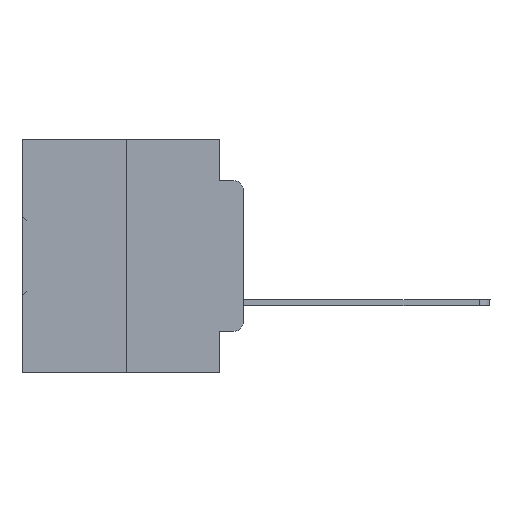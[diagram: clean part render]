
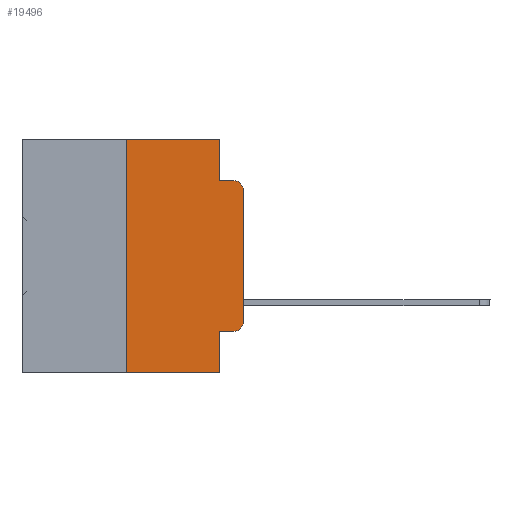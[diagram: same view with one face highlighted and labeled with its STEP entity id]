
A CAD part, left-side view. The second image highlights one B-rep face of the part: STEP entity #19496.
In plain terms, the highlighted planar face has unit normal (-1, 0, 0).
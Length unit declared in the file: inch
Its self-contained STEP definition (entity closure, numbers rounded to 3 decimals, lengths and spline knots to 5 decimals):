
#15 = VECTOR ( 'NONE', #307, 39.37008 ) ;
#163 = EDGE_CURVE ( 'NONE', #24939, #9869, #15892, .T. ) ;
#245 = CARTESIAN_POINT ( 'NONE',  ( 0., 0.051, -0.5 ) ) ;
#307 = DIRECTION ( 'NONE',  ( 0., -1., 0. ) ) ;
#710 = ORIENTED_EDGE ( 'NONE', *, *, #163, .T. ) ;
#1343 = VERTEX_POINT ( 'NONE', #12978 ) ;
#2112 = CARTESIAN_POINT ( 'NONE',  ( 0., 0.473, -0.5 ) ) ;
#2135 = ORIENTED_EDGE ( 'NONE', *, *, #22772, .T. ) ;
#2650 = DIRECTION ( 'NONE',  ( 0., 0., -1. ) ) ;
#2674 = DIRECTION ( 'NONE',  ( 0., 0., -1. ) ) ;
#3036 = EDGE_CURVE ( 'NONE', #8477, #10454, #5538, .T. ) ;
#3083 = CARTESIAN_POINT ( 'NONE',  ( 0., 0.02, -0.0885 ) ) ;
#3377 = CARTESIAN_POINT ( 'NONE',  ( 0., 0.051, -0.0885 ) ) ;
#3543 = ORIENTED_EDGE ( 'NONE', *, *, #3036, .T. ) ;
#4750 = VERTEX_POINT ( 'NONE', #13693 ) ;
#4809 = DIRECTION ( 'NONE',  ( 0., -1., 0. ) ) ;
#4885 = EDGE_CURVE ( 'NONE', #1343, #6148, #30843, .T. ) ;
#4894 = VECTOR ( 'NONE', #29892, 39.37008 ) ;
#5538 = LINE ( 'NONE', #33312, #14721 ) ;
#5892 = CARTESIAN_POINT ( 'NONE',  ( 0., 0.25, 0. ) ) ;
#5943 = VERTEX_POINT ( 'NONE', #16206 ) ;
#6130 = VECTOR ( 'NONE', #34570, 39.37008 ) ;
#6148 = VERTEX_POINT ( 'NONE', #3377 ) ;
#6500 = VECTOR ( 'NONE', #8809, 39.37008 ) ;
#7194 = EDGE_CURVE ( 'NONE', #24939, #35793, #19279, .T. ) ;
#7603 = ORIENTED_EDGE ( 'NONE', *, *, #30638, .T. ) ;
#7680 = EDGE_LOOP ( 'NONE', ( #18844, #2135, #30187, #8424, #9127, #31430, #710, #26054, #3543, #7603 ) ) ;
#8424 = ORIENTED_EDGE ( 'NONE', *, *, #4885, .F. ) ;
#8477 = VERTEX_POINT ( 'NONE', #33076 ) ;
#8809 = DIRECTION ( 'NONE',  ( 0., 0., 1. ) ) ;
#9127 = ORIENTED_EDGE ( 'NONE', *, *, #16238, .F. ) ;
#9842 = VERTEX_POINT ( 'NONE', #3083 ) ;
#9869 = VERTEX_POINT ( 'NONE', #245 ) ;
#10382 = AXIS2_PLACEMENT_3D ( 'NONE', #18782, #12630, #35387 ) ;
#10454 = VERTEX_POINT ( 'NONE', #30757 ) ;
#10986 = PLANE ( 'NONE',  #28081 ) ;
#11684 = CARTESIAN_POINT ( 'NONE',  ( 0., 0.473, 0. ) ) ;
#12630 = DIRECTION ( 'NONE',  ( -1., 0., 0. ) ) ;
#12978 = CARTESIAN_POINT ( 'NONE',  ( 0., 0.051, 0. ) ) ;
#13693 = CARTESIAN_POINT ( 'NONE',  ( 0., 0., -0.1085 ) ) ;
#14405 = DIRECTION ( 'NONE',  ( 1., 0., 0. ) ) ;
#14721 = VECTOR ( 'NONE', #36055, 39.37008 ) ;
#15879 = LINE ( 'NONE', #34323, #6130 ) ;
#15892 = LINE ( 'NONE', #2112, #4894 ) ;
#16206 = CARTESIAN_POINT ( 'NONE',  ( 0., 0., -0.3915 ) ) ;
#16238 = EDGE_CURVE ( 'NONE', #35793, #1343, #31678, .T. ) ;
#16293 = LINE ( 'NONE', #17136, #15 ) ;
#17136 = CARTESIAN_POINT ( 'NONE',  ( 0., 0.051, -0.0885 ) ) ;
#18635 = CARTESIAN_POINT ( 'NONE',  ( 0., 0.25, -0.5 ) ) ;
#18782 = CARTESIAN_POINT ( 'NONE',  ( 0., 0.02, -0.1085 ) ) ;
#18844 = ORIENTED_EDGE ( 'NONE', *, *, #30105, .T. ) ;
#19279 = LINE ( 'NONE', #5892, #6500 ) ;
#19496 = ADVANCED_FACE ( 'NONE', ( #20748 ), #10986, .F. ) ;
#20041 = DIRECTION ( 'NONE',  ( 0., 0., -1. ) ) ;
#20748 = FACE_OUTER_BOUND ( 'NONE', #7680, .T. ) ;
#20780 = VECTOR ( 'NONE', #20041, 39.37008 ) ;
#21460 = CIRCLE ( 'NONE', #10382, 0.02 ) ;
#22772 = EDGE_CURVE ( 'NONE', #4750, #9842, #21460, .T. ) ;
#23894 = LINE ( 'NONE', #30451, #29578 ) ;
#24567 = CARTESIAN_POINT ( 'NONE',  ( 0., 0.25, 0. ) ) ;
#24939 = VERTEX_POINT ( 'NONE', #18635 ) ;
#24961 = CARTESIAN_POINT ( 'NONE',  ( 0., 0.02, -0.3915 ) ) ;
#26054 = ORIENTED_EDGE ( 'NONE', *, *, #32435, .F. ) ;
#26511 = AXIS2_PLACEMENT_3D ( 'NONE', #24961, #33223, #27639 ) ;
#27639 = DIRECTION ( 'NONE',  ( 0., 0., -1. ) ) ;
#28081 = AXIS2_PLACEMENT_3D ( 'NONE', #11684, #14405, #2674 ) ;
#29578 = VECTOR ( 'NONE', #2650, 39.37008 ) ;
#29892 = DIRECTION ( 'NONE',  ( 0., -1., 0. ) ) ;
#30105 = EDGE_CURVE ( 'NONE', #5943, #4750, #15879, .T. ) ;
#30155 = CARTESIAN_POINT ( 'NONE',  ( 0., 0.473, 0. ) ) ;
#30187 = ORIENTED_EDGE ( 'NONE', *, *, #30361, .F. ) ;
#30361 = EDGE_CURVE ( 'NONE', #6148, #9842, #16293, .T. ) ;
#30451 = CARTESIAN_POINT ( 'NONE',  ( 0., 0.051, 0. ) ) ;
#30638 = EDGE_CURVE ( 'NONE', #10454, #5943, #32010, .T. ) ;
#30757 = CARTESIAN_POINT ( 'NONE',  ( 0., 0.02, -0.4115 ) ) ;
#30843 = LINE ( 'NONE', #31390, #20780 ) ;
#31390 = CARTESIAN_POINT ( 'NONE',  ( 0., 0.051, 0. ) ) ;
#31430 = ORIENTED_EDGE ( 'NONE', *, *, #7194, .F. ) ;
#31678 = LINE ( 'NONE', #30155, #34814 ) ;
#32010 = CIRCLE ( 'NONE', #26511, 0.02 ) ;
#32435 = EDGE_CURVE ( 'NONE', #8477, #9869, #23894, .T. ) ;
#33076 = CARTESIAN_POINT ( 'NONE',  ( 0., 0.051, -0.4115 ) ) ;
#33223 = DIRECTION ( 'NONE',  ( -1., 0., 0. ) ) ;
#33312 = CARTESIAN_POINT ( 'NONE',  ( 0., 0.051, -0.4115 ) ) ;
#34323 = CARTESIAN_POINT ( 'NONE',  ( 0., 0., 0. ) ) ;
#34570 = DIRECTION ( 'NONE',  ( 0., 0., 1. ) ) ;
#34814 = VECTOR ( 'NONE', #4809, 39.37008 ) ;
#35387 = DIRECTION ( 'NONE',  ( 0., 0., -1. ) ) ;
#35793 = VERTEX_POINT ( 'NONE', #24567 ) ;
#36055 = DIRECTION ( 'NONE',  ( 0., -1., 0. ) ) ;
